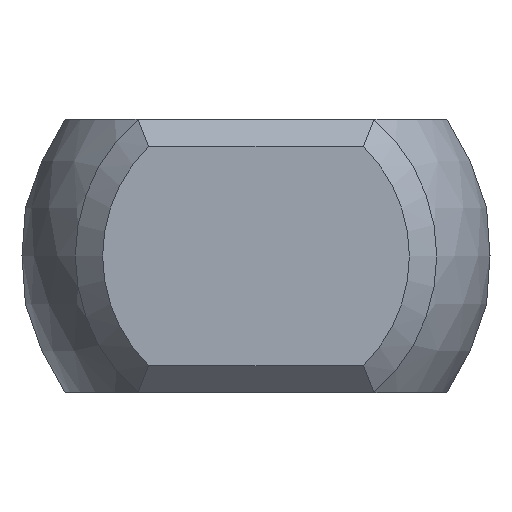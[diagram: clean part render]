
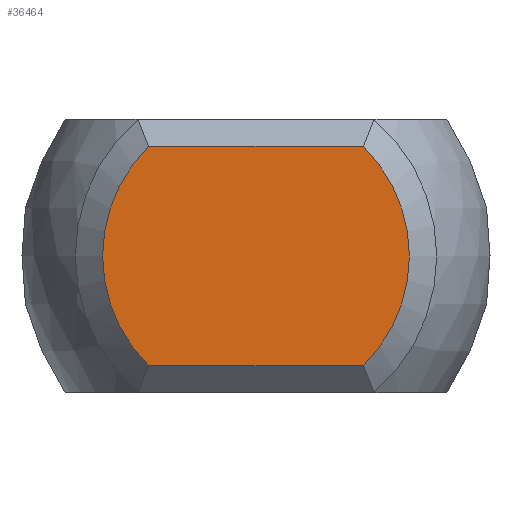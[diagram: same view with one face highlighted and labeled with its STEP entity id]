
A CAD part, left-side view. The second image highlights one B-rep face of the part: STEP entity #36464.
In plain terms, the highlighted planar face has unit normal (-1, 0, 0).
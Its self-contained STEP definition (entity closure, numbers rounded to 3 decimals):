
#33610 = PLANE('',#33611);
#33611 = AXIS2_PLACEMENT_3D('',#33612,#33613,#33614);
#33612 = CARTESIAN_POINT('',(-27.875,3.125,2.25));
#33613 = DIRECTION('',(0.707,0.,-0.707));
#33614 = DIRECTION('',(-0.707,0.,-0.707));
#35813 = EDGE_CURVE('',#35814,#35816,#35818,.T.);
#35814 = VERTEX_POINT('',#35815);
#35815 = CARTESIAN_POINT('',(-28.125,-1.96,-2.));
#35816 = VERTEX_POINT('',#35817);
#35817 = CARTESIAN_POINT('',(-28.125,-1.96,2.));
#35818 = SURFACE_CURVE('',#35819,(#35824,#35836),.PCURVE_S1.);
#35819 = CIRCLE('',#35820,2.8);
#35820 = AXIS2_PLACEMENT_3D('',#35821,#35822,#35823);
#35821 = CARTESIAN_POINT('',(-28.125,0.,0.));
#35822 = DIRECTION('',(-1.,0.,0.));
#35823 = DIRECTION('',(0.,-1.,0.));
#35824 = PCURVE('',#35825,#35830);
#35825 = CONICAL_SURFACE('',#35826,3.05,0.785);
#35826 = AXIS2_PLACEMENT_3D('',#35827,#35828,#35829);
#35827 = CARTESIAN_POINT('',(-27.875,0.,0.));
#35828 = DIRECTION('',(1.,0.,0.));
#35829 = DIRECTION('',(0.,-1.,0.));
#35830 = DEFINITIONAL_REPRESENTATION('',(#35831),#35835);
#35831 = LINE('',#35832,#35833);
#35832 = CARTESIAN_POINT('',(6.283,-0.25));
#35833 = VECTOR('',#35834,1.);
#35834 = DIRECTION('',(-1.,0.));
#35835 = ( GEOMETRIC_REPRESENTATION_CONTEXT(2) 
PARAMETRIC_REPRESENTATION_CONTEXT() REPRESENTATION_CONTEXT('2D SPACE',''
  ) );
#35836 = PCURVE('',#35837,#35842);
#35837 = PLANE('',#35838);
#35838 = AXIS2_PLACEMENT_3D('',#35839,#35840,#35841);
#35839 = CARTESIAN_POINT('',(-28.125,0.,0.));
#35840 = DIRECTION('',(1.,0.,0.));
#35841 = DIRECTION('',(0.,0.,-1.));
#35842 = DEFINITIONAL_REPRESENTATION('',(#35843),#35851);
#35843 = ( BOUNDED_CURVE() B_SPLINE_CURVE(2,(#35844,#35845,#35846,#35847
    ,#35848,#35849,#35850),.UNSPECIFIED.,.T.,.F.) 
B_SPLINE_CURVE_WITH_KNOTS((1,2,2,2,2,1),(-2.094,0.,
    2.094,4.189,6.283,8.378),
.UNSPECIFIED.) CURVE() GEOMETRIC_REPRESENTATION_ITEM() 
RATIONAL_B_SPLINE_CURVE((1.,0.5,1.,0.5,1.,0.5,1.)) REPRESENTATION_ITEM(
  '') );
#35844 = CARTESIAN_POINT('',(0.,-2.8));
#35845 = CARTESIAN_POINT('',(-4.85,-2.8));
#35846 = CARTESIAN_POINT('',(-2.425,1.4));
#35847 = CARTESIAN_POINT('',(0.,5.6));
#35848 = CARTESIAN_POINT('',(2.425,1.4));
#35849 = CARTESIAN_POINT('',(4.85,-2.8));
#35850 = CARTESIAN_POINT('',(0.,-2.8));
#35851 = ( GEOMETRIC_REPRESENTATION_CONTEXT(2) 
PARAMETRIC_REPRESENTATION_CONTEXT() REPRESENTATION_CONTEXT('2D SPACE',''
  ) );
#35869 = PLANE('',#35870);
#35870 = AXIS2_PLACEMENT_3D('',#35871,#35872,#35873);
#35871 = CARTESIAN_POINT('',(-27.875,-3.125,-2.25));
#35872 = DIRECTION('',(0.707,0.,0.707)
  );
#35873 = DIRECTION('',(0.707,0.,-0.707));
#35929 = EDGE_CURVE('',#35816,#35930,#35932,.T.);
#35930 = VERTEX_POINT('',#35931);
#35931 = CARTESIAN_POINT('',(-28.125,1.96,2.));
#35932 = SURFACE_CURVE('',#35933,(#35937,#35944),.PCURVE_S1.);
#35933 = LINE('',#35934,#35935);
#35934 = CARTESIAN_POINT('',(-28.125,3.125,2.));
#35935 = VECTOR('',#35936,1.);
#35936 = DIRECTION('',(0.,1.,0.));
#35937 = PCURVE('',#33610,#35938);
#35938 = DEFINITIONAL_REPRESENTATION('',(#35939),#35943);
#35939 = LINE('',#35940,#35941);
#35940 = CARTESIAN_POINT('',(0.354,0.));
#35941 = VECTOR('',#35942,1.);
#35942 = DIRECTION('',(0.,1.));
#35943 = ( GEOMETRIC_REPRESENTATION_CONTEXT(2) 
PARAMETRIC_REPRESENTATION_CONTEXT() REPRESENTATION_CONTEXT('2D SPACE',''
  ) );
#35944 = PCURVE('',#35837,#35945);
#35945 = DEFINITIONAL_REPRESENTATION('',(#35946),#35950);
#35946 = LINE('',#35947,#35948);
#35947 = CARTESIAN_POINT('',(-2.,3.125));
#35948 = VECTOR('',#35949,1.);
#35949 = DIRECTION('',(0.,1.));
#35950 = ( GEOMETRIC_REPRESENTATION_CONTEXT(2) 
PARAMETRIC_REPRESENTATION_CONTEXT() REPRESENTATION_CONTEXT('2D SPACE',''
  ) );
#35970 = CONICAL_SURFACE('',#35971,3.05,0.785);
#35971 = AXIS2_PLACEMENT_3D('',#35972,#35973,#35974);
#35972 = CARTESIAN_POINT('',(-27.875,0.,0.));
#35973 = DIRECTION('',(1.,0.,0.));
#35974 = DIRECTION('',(-0.,1.,0.));
#35984 = EDGE_CURVE('',#35930,#35985,#35987,.T.);
#35985 = VERTEX_POINT('',#35986);
#35986 = CARTESIAN_POINT('',(-28.125,1.96,-2.));
#35987 = SURFACE_CURVE('',#35988,(#35993,#36000),.PCURVE_S1.);
#35988 = CIRCLE('',#35989,2.8);
#35989 = AXIS2_PLACEMENT_3D('',#35990,#35991,#35992);
#35990 = CARTESIAN_POINT('',(-28.125,0.,0.));
#35991 = DIRECTION('',(-1.,0.,0.));
#35992 = DIRECTION('',(0.,1.,0.));
#35993 = PCURVE('',#35970,#35994);
#35994 = DEFINITIONAL_REPRESENTATION('',(#35995),#35999);
#35995 = LINE('',#35996,#35997);
#35996 = CARTESIAN_POINT('',(6.283,-0.25));
#35997 = VECTOR('',#35998,1.);
#35998 = DIRECTION('',(-1.,0.));
#35999 = ( GEOMETRIC_REPRESENTATION_CONTEXT(2) 
PARAMETRIC_REPRESENTATION_CONTEXT() REPRESENTATION_CONTEXT('2D SPACE',''
  ) );
#36000 = PCURVE('',#35837,#36001);
#36001 = DEFINITIONAL_REPRESENTATION('',(#36002),#36010);
#36002 = ( BOUNDED_CURVE() B_SPLINE_CURVE(2,(#36003,#36004,#36005,#36006
    ,#36007,#36008,#36009),.UNSPECIFIED.,.T.,.F.) 
B_SPLINE_CURVE_WITH_KNOTS((1,2,2,2,2,1),(-2.094,0.,
    2.094,4.189,6.283,8.378),
.UNSPECIFIED.) CURVE() GEOMETRIC_REPRESENTATION_ITEM() 
RATIONAL_B_SPLINE_CURVE((1.,0.5,1.,0.5,1.,0.5,1.)) REPRESENTATION_ITEM(
  '') );
#36003 = CARTESIAN_POINT('',(0.,2.8));
#36004 = CARTESIAN_POINT('',(4.85,2.8));
#36005 = CARTESIAN_POINT('',(2.425,-1.4));
#36006 = CARTESIAN_POINT('',(0.,-5.6));
#36007 = CARTESIAN_POINT('',(-2.425,-1.4));
#36008 = CARTESIAN_POINT('',(-4.85,2.8));
#36009 = CARTESIAN_POINT('',(0.,2.8));
#36010 = ( GEOMETRIC_REPRESENTATION_CONTEXT(2) 
PARAMETRIC_REPRESENTATION_CONTEXT() REPRESENTATION_CONTEXT('2D SPACE',''
  ) );
#36084 = EDGE_CURVE('',#35985,#35814,#36085,.T.);
#36085 = SURFACE_CURVE('',#36086,(#36090,#36097),.PCURVE_S1.);
#36086 = LINE('',#36087,#36088);
#36087 = CARTESIAN_POINT('',(-28.125,-3.125,-2.));
#36088 = VECTOR('',#36089,1.);
#36089 = DIRECTION('',(0.,-1.,0.));
#36090 = PCURVE('',#35869,#36091);
#36091 = DEFINITIONAL_REPRESENTATION('',(#36092),#36096);
#36092 = LINE('',#36093,#36094);
#36093 = CARTESIAN_POINT('',(-0.354,0.));
#36094 = VECTOR('',#36095,1.);
#36095 = DIRECTION('',(0.,-1.));
#36096 = ( GEOMETRIC_REPRESENTATION_CONTEXT(2) 
PARAMETRIC_REPRESENTATION_CONTEXT() REPRESENTATION_CONTEXT('2D SPACE',''
  ) );
#36097 = PCURVE('',#35837,#36098);
#36098 = DEFINITIONAL_REPRESENTATION('',(#36099),#36103);
#36099 = LINE('',#36100,#36101);
#36100 = CARTESIAN_POINT('',(2.,-3.125));
#36101 = VECTOR('',#36102,1.);
#36102 = DIRECTION('',(0.,-1.));
#36103 = ( GEOMETRIC_REPRESENTATION_CONTEXT(2) 
PARAMETRIC_REPRESENTATION_CONTEXT() REPRESENTATION_CONTEXT('2D SPACE',''
  ) );
#36464 = ADVANCED_FACE('',(#36465),#35837,.F.);
#36465 = FACE_BOUND('',#36466,.T.);
#36466 = EDGE_LOOP('',(#36467,#36468,#36469,#36470));
#36467 = ORIENTED_EDGE('',*,*,#35813,.T.);
#36468 = ORIENTED_EDGE('',*,*,#35929,.T.);
#36469 = ORIENTED_EDGE('',*,*,#35984,.T.);
#36470 = ORIENTED_EDGE('',*,*,#36084,.T.);
